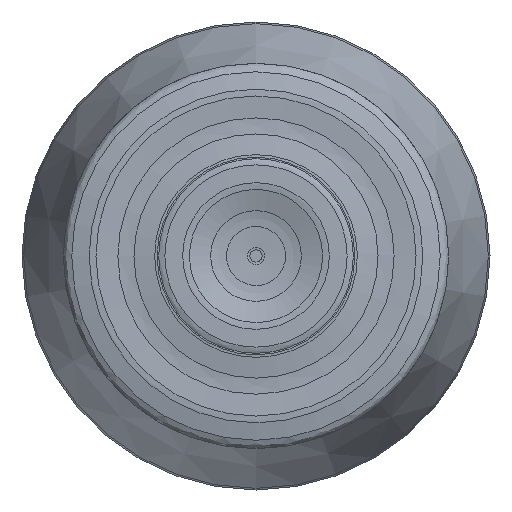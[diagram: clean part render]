
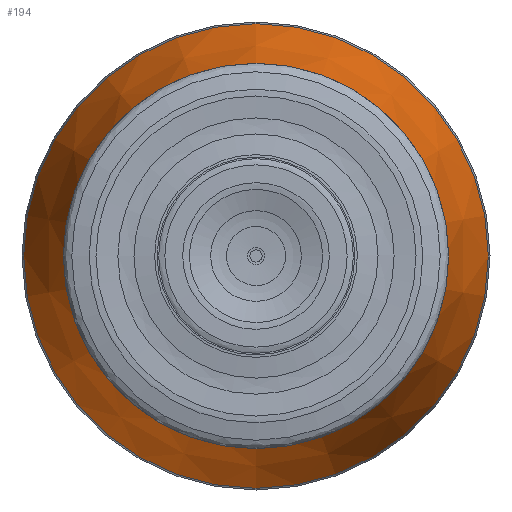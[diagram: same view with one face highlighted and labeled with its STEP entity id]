
A CAD part, left-side view. The second image highlights one B-rep face of the part: STEP entity #194.
In plain terms, the highlighted conical face has half-angle 16.26 degrees and reference radius 16.88 mm.
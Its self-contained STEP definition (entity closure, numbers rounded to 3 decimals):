
#172=CONICAL_SURFACE('',#770,16.88,16.26);
#194=ADVANCED_FACE('',(#272,#273),#172,.T.);
#272=FACE_BOUND('',#379,.T.);
#273=FACE_BOUND('',#380,.T.);
#379=EDGE_LOOP('',(#489));
#380=EDGE_LOOP('',(#490));
#489=ORIENTED_EDGE('',*,*,#640,.T.);
#490=ORIENTED_EDGE('',*,*,#639,.F.);
#584=VERTEX_POINT('',#1079);
#585=VERTEX_POINT('',#1082);
#639=EDGE_CURVE('',#584,#584,#694,.T.);
#640=EDGE_CURVE('',#585,#585,#695,.T.);
#694=CIRCLE('',#767,16.88);
#695=CIRCLE('',#769,13.7);
#767=AXIS2_PLACEMENT_3D('',#1078,#878,#879);
#769=AXIS2_PLACEMENT_3D('',#1081,#882,#883);
#770=AXIS2_PLACEMENT_3D('',#1083,#884,#885);
#878=DIRECTION('',(1.,0.,0.));
#879=DIRECTION('',(0.,0.,1.));
#882=DIRECTION('',(1.,0.,0.));
#883=DIRECTION('',(0.,0.,1.));
#884=DIRECTION('',(1.,0.,0.));
#885=DIRECTION('',(0.,0.,-1.));
#1078=CARTESIAN_POINT('',(72.589,0.,0.));
#1079=CARTESIAN_POINT('',(72.589,0.,16.88));
#1081=CARTESIAN_POINT('',(61.686,0.,0.));
#1082=CARTESIAN_POINT('',(61.686,0.,13.7));
#1083=CARTESIAN_POINT('',(72.589,0.,0.));
